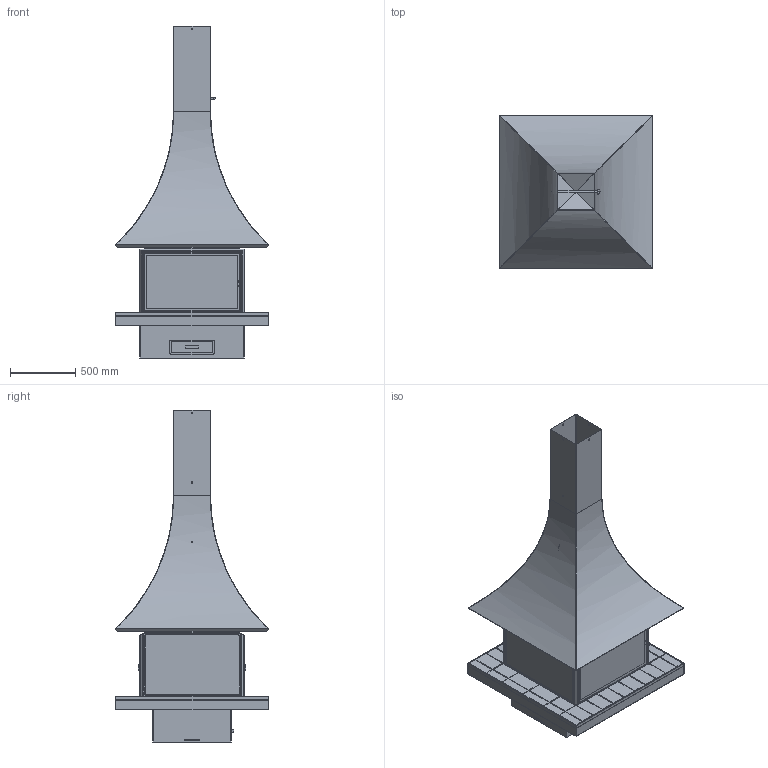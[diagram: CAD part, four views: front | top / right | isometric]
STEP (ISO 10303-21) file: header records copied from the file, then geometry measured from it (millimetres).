
FILE_DESCRIPTION(('STEP AP214'),'1');
FILE_NAME('.stp','2017-01-16T08:05:38',(' '),(' '),'Spatial InterOp 3D',' ',' ');
FILE_SCHEMA(('automotive_design'));
Length unit declared in the file: millimetre
Products named in the file (106): Hotte (Support de déflecteur); Hotte (Déflecteur); partie coulissante C; Bac à cendre 4; Bac à cendre 2; Bac à cendre; Socle 43; Socle 42; Socle 41; Socle 40; Socle 39; Socle 38; Socle 37; Socle 36; Socle 35; Socle 34; Socle 33; Socle 32; Socle 31; Socle 30; Socle 29; Socle 28; Socle 27; Socle 26; Socle 25; Socle 24; Socle 23; Socle 22; Socle 21; Socle 20; Socle 19; Socle 18; Socle 17; Socle 16; Socle 15; Socle 14; Socle 13; Socle 12; Socle 11; Socle 10 ...
Assembly tree (112 placements, depth 4):
  (unnamed)
    Hotte (Support de déflecteur)  x2
    Hotte (Déflecteur)
    partie coulissante C
    Bac à cendre 4
      Bac à cendre 2
      Bac à cendre
    Socle 43
      Socle 42
      Socle 41
      Socle 40
      Socle 39
      Socle 38
      Socle 37
      Socle 36
      Socle 35
      Socle 34
      Socle 33
      Socle 32
      Socle 31
      Socle 30
      Socle 29
      Socle 28
      Socle 27
      Socle 26
      Socle 25
      Socle 24
      Socle 23
      Socle 22
      Socle 21
      Socle 20
      Socle 19
      Socle 18
      Socle 17
      Socle 16
      Socle 15
      Socle 14
      Socle 13
      Socle 12
      Socle 11
      Socle 10
      Socle 9
      Socle 8
      Socle 7
      Socle 6
      Socle 5
      Socle 4
      Socle 3
      Socle 2
      Socle
    Foyer 22
      Foyer 21
      Foyer 20
      Foyer 19
      Foyer 18
      Foyer 17
      Foyer 16
      Foyer 15
      Foyer 14
      Foyer 13
Bounding box: 1175.66 x 1175.66 x 2550 mm (x, y, z)
Volume: 47431682.9 mm3; surface area: 24653354.9 mm2
Topology: 102 solids, 102 shells, 3034 faces, 7181 edges, 4242 vertices
Faces by surface type: plane 1318, bspline 788, cylinder 722, sphere 102, torus 88, cone 16
Full cylindrical faces by diameter (mm): 8 x10, 9 x4, 10 x2, 12 x2, 15 x1
Entity records: 129558 total; most frequent: CARTESIAN_POINT 42615, ORIENTED_EDGE 13596, DIRECTION 11412, EDGE_CURVE 6798, VERTEX_POINT 4124, AXIS2_PLACEMENT_3D 3938, LINE 3536, VECTOR 3536
